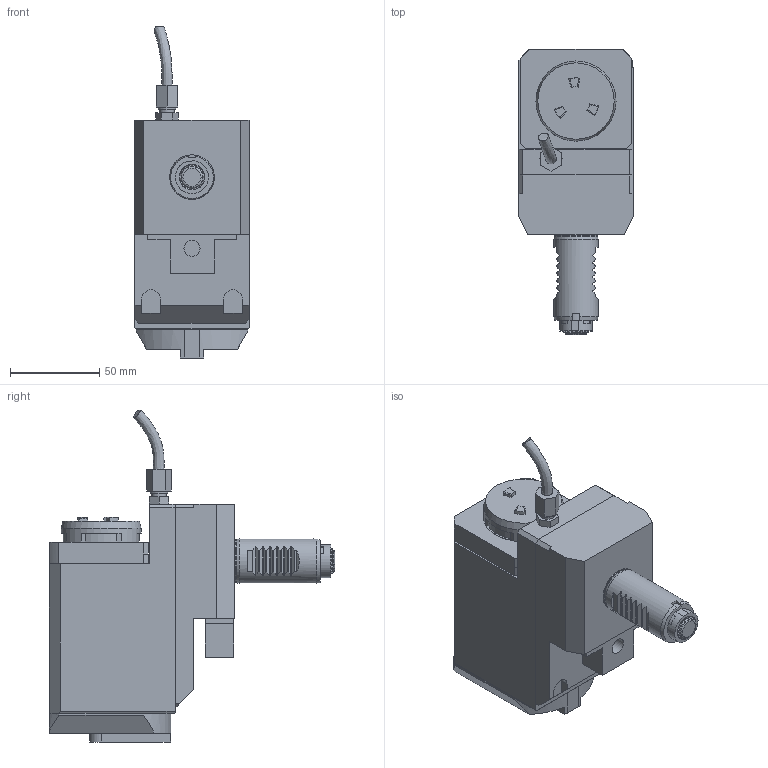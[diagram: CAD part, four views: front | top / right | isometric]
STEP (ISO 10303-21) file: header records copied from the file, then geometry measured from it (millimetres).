
FILE_DESCRIPTION (( 'STEP AP214' ), '1' );
FILE_NAME ('RRPPAH25I131US320.STEP', '2025-09-26T11:56:53', ( '' ), ( '' ), 'SwSTEP 2.0', 'SolidWorks 2023', '' );
FILE_SCHEMA (( 'AUTOMOTIVE_DESIGN' ));
Length unit declared in the file: millimetre
Products named in the file (1): RRPPAH25I131US320
Bounding box: 64 x 160 x 186.31 mm (x, y, z)
Volume: 708865 mm3; surface area: 60878.2 mm2
Topology: 1 solids, 1 shells, 742 faces, 1999 edges, 1315 vertices
Faces by surface type: plane 482, cylinder 123, bspline 114, cone 20, torus 3
Full cylindrical faces by diameter (mm): 1.7 x1, 2.1 x1, 6.366 x1, 8.15 x1, 9 x1, 9.8 x1, 24.1 x1, 25 x1, 45 x1
Entity records: 33073 total; most frequent: CARTESIAN_POINT 11673, ORIENTED_EDGE 3952, DIRECTION 3106, EDGE_CURVE 1976, VERTEX_POINT 1309, VECTOR 1288, LINE 1288, AXIS2_PLACEMENT_3D 909
